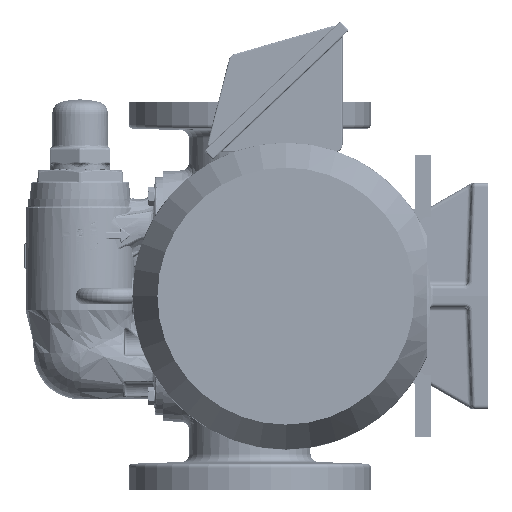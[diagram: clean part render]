
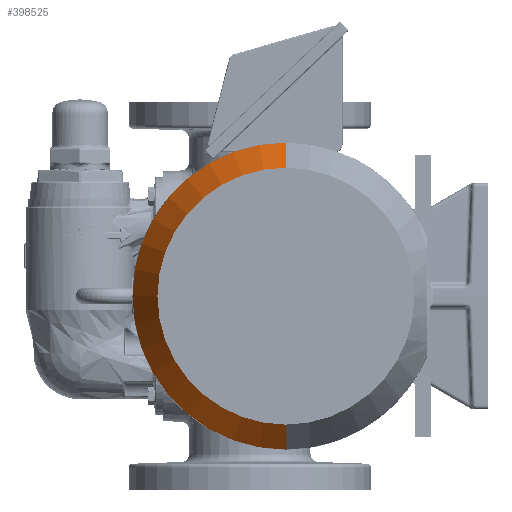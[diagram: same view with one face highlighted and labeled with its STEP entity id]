
A CAD part, left-side view. The second image highlights one B-rep face of the part: STEP entity #398525.
In plain terms, the highlighted conical face has half-angle 28.519 degrees and reference radius 120.65 mm.
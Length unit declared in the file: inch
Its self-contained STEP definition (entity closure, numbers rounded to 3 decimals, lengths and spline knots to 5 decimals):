
#9818 = EDGE_CURVE ( 'Defeatured_0_4840+Defeatured_0_4841+Defeatured_0_4841+Defeatured_0_4841', #296811, #94942, #27981, .T. ) ;
#27981 = CIRCLE ( 'NONE', #228816, 3.97683 ) ;
#38745 = CARTESIAN_POINT ( 'NONE',  ( -33.615, 0., 3.97683 ) ) ;
#49181 = VECTOR ( 'NONE', #326572, 39.37008 ) ;
#63264 = CARTESIAN_POINT ( 'NONE',  ( -32.19213, 0., 4.75 ) ) ;
#84534 = AXIS2_PLACEMENT_3D ( 'NONE', #234819, #189106, #507506 ) ;
#94942 = VERTEX_POINT ( 'NONE', #38745 ) ;
#110002 = VERTEX_POINT ( 'NONE', #412229 ) ;
#116315 = EDGE_CURVE ( 'NONE', #94942, #293795, #413690, .T. ) ;
#122232 = CARTESIAN_POINT ( 'NONE',  ( -33.615, 0., 0. ) ) ;
#127374 = LINE ( 'NONE', #370427, #49181 ) ;
#189106 = DIRECTION ( 'NONE',  ( 1., 0., 0. ) ) ;
#200210 = DIRECTION ( 'NONE',  ( 0., 0., -1. ) ) ;
#212225 = CARTESIAN_POINT ( 'NONE',  ( -32.19213, 0., 4.75 ) ) ;
#220999 = VECTOR ( 'NONE', #391285, 39.37008 ) ;
#228816 = AXIS2_PLACEMENT_3D ( 'NONE', #122232, #345218, #530373 ) ;
#234819 = CARTESIAN_POINT ( 'NONE',  ( -32.19213, 0., 0. ) ) ;
#247583 = CONICAL_SURFACE ( 'NONE', #454835, 4.75, 0.498 ) ;
#293795 = VERTEX_POINT ( 'NONE', #63264 ) ;
#295343 = EDGE_CURVE ( 'Defeatured_0_4900+Defeatured_0_4840+Defeatured_0_4634+Defeatured_0_4634', #110002, #293795, #313180, .T. ) ;
#296811 = VERTEX_POINT ( 'NONE', #576546 ) ;
#305360 = ORIENTED_EDGE ( 'NONE', *, *, #116315, .T. ) ;
#308826 = ORIENTED_EDGE ( 'NONE', *, *, #295343, .F. ) ;
#313180 = CIRCLE ( 'NONE', #84534, 4.75 ) ;
#326572 = DIRECTION ( 'NONE',  ( 0.879, 0., -0.477 ) ) ;
#345218 = DIRECTION ( 'NONE',  ( 1., 0., 0. ) ) ;
#356439 = EDGE_LOOP ( 'NONE', ( #444565, #305360, #308826, #367111 ) ) ;
#367111 = ORIENTED_EDGE ( 'NONE', *, *, #564436, .F. ) ;
#370427 = CARTESIAN_POINT ( 'NONE',  ( -32.19213, 0., -4.75 ) ) ;
#391285 = DIRECTION ( 'NONE',  ( 0.879, 0., 0.477 ) ) ;
#398525 = ADVANCED_FACE ( 'Defeatured_0_4840', ( #411510 ), #247583, .T. ) ;
#411510 = FACE_OUTER_BOUND ( 'NONE', #356439, .T. ) ;
#412229 = CARTESIAN_POINT ( 'NONE',  ( -32.19213, 0., -4.75 ) ) ;
#413690 = LINE ( 'NONE', #212225, #220999 ) ;
#444565 = ORIENTED_EDGE ( 'NONE', *, *, #9818, .T. ) ;
#454835 = AXIS2_PLACEMENT_3D ( 'NONE', #520642, #472879, #200210 ) ;
#472879 = DIRECTION ( 'NONE',  ( 1., 0., 0. ) ) ;
#507506 = DIRECTION ( 'NONE',  ( 0., 0., -1. ) ) ;
#520642 = CARTESIAN_POINT ( 'NONE',  ( -32.19213, 0., 0. ) ) ;
#530373 = DIRECTION ( 'NONE',  ( 0., 0., -1. ) ) ;
#564436 = EDGE_CURVE ( 'NONE', #296811, #110002, #127374, .T. ) ;
#576546 = CARTESIAN_POINT ( 'NONE',  ( -33.615, 0., -3.97683 ) ) ;
